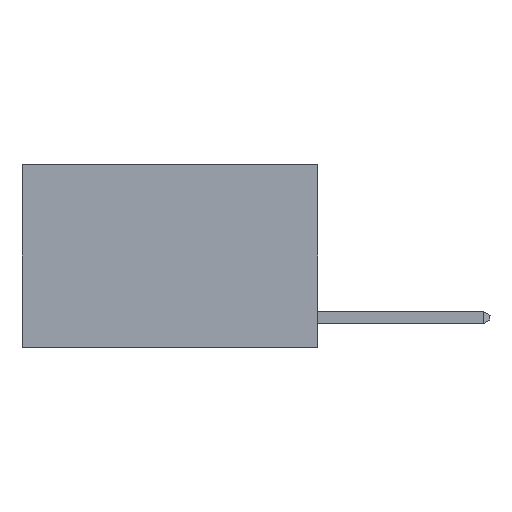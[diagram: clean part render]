
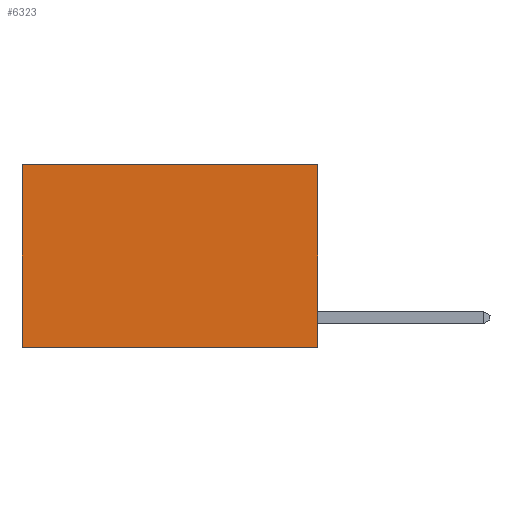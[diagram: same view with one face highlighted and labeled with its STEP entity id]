
A CAD part, left-side view. The second image highlights one B-rep face of the part: STEP entity #6323.
In plain terms, the highlighted planar face has unit normal (-1, 0, 0).
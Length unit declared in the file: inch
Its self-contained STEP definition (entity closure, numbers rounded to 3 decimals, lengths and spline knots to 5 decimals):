
#23 = ORIENTED_EDGE ( 'NONE', *, *, #1074, .T. ) ;
#364 = LINE ( 'NONE', #13510, #12372 ) ;
#965 = DIRECTION ( 'NONE',  ( 1., 0., 0. ) ) ;
#1074 = EDGE_CURVE ( 'NONE', #7218, #14616, #9989, .T. ) ;
#1153 = DIRECTION ( 'NONE',  ( 0., 0., -1. ) ) ;
#2047 = VERTEX_POINT ( 'NONE', #7403 ) ;
#2790 = DIRECTION ( 'NONE',  ( 0., 1., 0. ) ) ;
#2812 = DIRECTION ( 'NONE',  ( 0., 0., -1. ) ) ;
#3022 = LINE ( 'NONE', #10545, #6111 ) ;
#4128 = EDGE_CURVE ( 'NONE', #10062, #2047, #8896, .T. ) ;
#4376 = EDGE_LOOP ( 'NONE', ( #5677, #11359, #6013, #23 ) ) ;
#4966 = CARTESIAN_POINT ( 'NONE',  ( 0.2625, 0., 0. ) ) ;
#5677 = ORIENTED_EDGE ( 'NONE', *, *, #10522, .T. ) ;
#6013 = ORIENTED_EDGE ( 'NONE', *, *, #11684, .F. ) ;
#6111 = VECTOR ( 'NONE', #2812, 39.37008 ) ;
#6323 = ADVANCED_FACE ( 'NONE', ( #8503 ), #14413, .F. ) ;
#6704 = CARTESIAN_POINT ( 'NONE',  ( 0.2625, 0.6, 0. ) ) ;
#7218 = VERTEX_POINT ( 'NONE', #4966 ) ;
#7403 = CARTESIAN_POINT ( 'NONE',  ( 0.2625, 0.6, -0.37 ) ) ;
#7885 = CARTESIAN_POINT ( 'NONE',  ( 0.2625, 0., 0. ) ) ;
#8443 = CARTESIAN_POINT ( 'NONE',  ( 0.2625, 0., -0.37 ) ) ;
#8503 = FACE_OUTER_BOUND ( 'NONE', #4376, .T. ) ;
#8569 = VECTOR ( 'NONE', #2790, 39.37008 ) ;
#8896 = LINE ( 'NONE', #13813, #8569 ) ;
#8963 = DIRECTION ( 'NONE',  ( 0., 0., -1. ) ) ;
#9989 = LINE ( 'NONE', #13175, #12915 ) ;
#10062 = VERTEX_POINT ( 'NONE', #8443 ) ;
#10522 = EDGE_CURVE ( 'NONE', #14616, #2047, #364, .T. ) ;
#10545 = CARTESIAN_POINT ( 'NONE',  ( 0.2625, 0., 0. ) ) ;
#11359 = ORIENTED_EDGE ( 'NONE', *, *, #4128, .F. ) ;
#11684 = EDGE_CURVE ( 'NONE', #7218, #10062, #3022, .T. ) ;
#12372 = VECTOR ( 'NONE', #1153, 39.37008 ) ;
#12660 = DIRECTION ( 'NONE',  ( 0., 1., 0. ) ) ;
#12915 = VECTOR ( 'NONE', #12660, 39.37008 ) ;
#13005 = AXIS2_PLACEMENT_3D ( 'NONE', #7885, #965, #8963 ) ;
#13175 = CARTESIAN_POINT ( 'NONE',  ( 0.2625, 0., 0. ) ) ;
#13510 = CARTESIAN_POINT ( 'NONE',  ( 0.2625, 0.6, 0. ) ) ;
#13813 = CARTESIAN_POINT ( 'NONE',  ( 0.2625, 0., -0.37 ) ) ;
#14413 = PLANE ( 'NONE',  #13005 ) ;
#14616 = VERTEX_POINT ( 'NONE', #6704 ) ;
